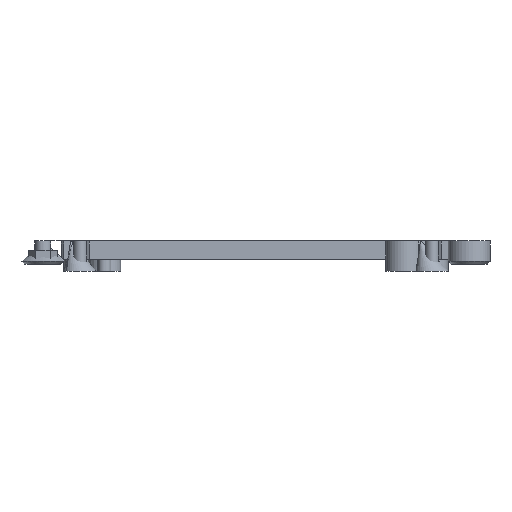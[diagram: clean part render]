
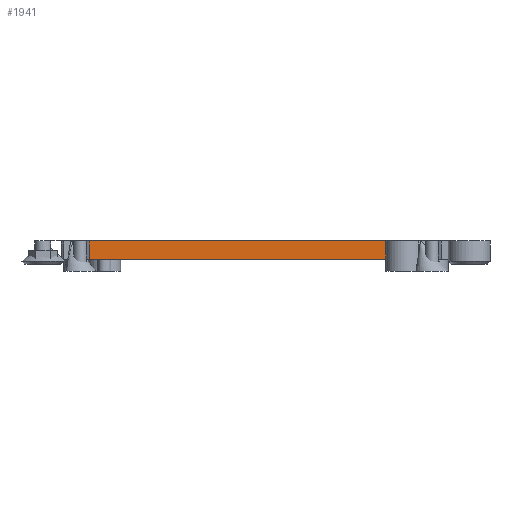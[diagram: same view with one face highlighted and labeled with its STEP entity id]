
A CAD part, left-side view. The second image highlights one B-rep face of the part: STEP entity #1941.
In plain terms, the highlighted planar face has unit normal (-1, 0, 0).
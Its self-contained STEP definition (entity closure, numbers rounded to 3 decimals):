
#93 = PLANE('',#94);
#94 = AXIS2_PLACEMENT_3D('',#95,#96,#97);
#95 = CARTESIAN_POINT('',(0.386,-34.914,-5.));
#96 = DIRECTION('',(0.,0.,1.));
#97 = DIRECTION('',(0.,1.,0.));
#816 = PLANE('',#817);
#817 = AXIS2_PLACEMENT_3D('',#818,#819,#820);
#818 = CARTESIAN_POINT('',(-0.155,-35.294,-9.));
#819 = DIRECTION('',(-0.,-0.,-1.));
#820 = DIRECTION('',(-1.,0.,0.));
#1941 = ADVANCED_FACE('',(#1942),#1956,.F.);
#1942 = FACE_BOUND('',#1943,.F.);
#1943 = EDGE_LOOP('',(#1944,#1974,#2000,#2023));
#1944 = ORIENTED_EDGE('',*,*,#1945,.F.);
#1945 = EDGE_CURVE('',#1946,#1948,#1950,.T.);
#1946 = VERTEX_POINT('',#1947);
#1947 = CARTESIAN_POINT('',(-46.,-63.878,-5.));
#1948 = VERTEX_POINT('',#1949);
#1949 = CARTESIAN_POINT('',(-46.,1.,-5.));
#1950 = SURFACE_CURVE('',#1951,(#1955,#1967),.PCURVE_S1.);
#1951 = LINE('',#1952,#1953);
#1952 = CARTESIAN_POINT('',(-46.,-81.,-5.));
#1953 = VECTOR('',#1954,1.);
#1954 = DIRECTION('',(0.,1.,0.));
#1955 = PCURVE('',#1956,#1961);
#1956 = PLANE('',#1957);
#1957 = AXIS2_PLACEMENT_3D('',#1958,#1959,#1960);
#1958 = CARTESIAN_POINT('',(-46.,-81.,-5.));
#1959 = DIRECTION('',(1.,0.,0.));
#1960 = DIRECTION('',(0.,1.,0.));
#1961 = DEFINITIONAL_REPRESENTATION('',(#1962),#1966);
#1962 = LINE('',#1963,#1964);
#1963 = CARTESIAN_POINT('',(0.,0.));
#1964 = VECTOR('',#1965,1.);
#1965 = DIRECTION('',(1.,0.));
#1966 = ( GEOMETRIC_REPRESENTATION_CONTEXT(2) 
PARAMETRIC_REPRESENTATION_CONTEXT() REPRESENTATION_CONTEXT('2D SPACE',''
  ) );
#1967 = PCURVE('',#93,#1968);
#1968 = DEFINITIONAL_REPRESENTATION('',(#1969),#1973);
#1969 = LINE('',#1970,#1971);
#1970 = CARTESIAN_POINT('',(-46.086,46.386));
#1971 = VECTOR('',#1972,1.);
#1972 = DIRECTION('',(1.,0.));
#1973 = ( GEOMETRIC_REPRESENTATION_CONTEXT(2) 
PARAMETRIC_REPRESENTATION_CONTEXT() REPRESENTATION_CONTEXT('2D SPACE',''
  ) );
#1974 = ORIENTED_EDGE('',*,*,#1975,.F.);
#1975 = EDGE_CURVE('',#1976,#1946,#1978,.T.);
#1976 = VERTEX_POINT('',#1977);
#1977 = CARTESIAN_POINT('',(-46.,-63.878,-9.));
#1978 = SURFACE_CURVE('',#1979,(#1983,#1989),.PCURVE_S1.);
#1979 = LINE('',#1980,#1981);
#1980 = CARTESIAN_POINT('',(-46.,-63.878,-11.5));
#1981 = VECTOR('',#1982,1.);
#1982 = DIRECTION('',(0.,0.,1.));
#1983 = PCURVE('',#1956,#1984);
#1984 = DEFINITIONAL_REPRESENTATION('',(#1985),#1988);
#1985 = B_SPLINE_CURVE_WITH_KNOTS('',1,(#1986,#1987),.UNSPECIFIED.,.F.,
  .F.,(2,2),(2.1,6.5),.PIECEWISE_BEZIER_KNOTS.);
#1986 = CARTESIAN_POINT('',(17.122,-4.4));
#1987 = CARTESIAN_POINT('',(17.122,0.));
#1988 = ( GEOMETRIC_REPRESENTATION_CONTEXT(2) 
PARAMETRIC_REPRESENTATION_CONTEXT() REPRESENTATION_CONTEXT('2D SPACE',''
  ) );
#1989 = PCURVE('',#1990,#1995);
#1990 = CYLINDRICAL_SURFACE('',#1991,4.);
#1991 = AXIS2_PLACEMENT_3D('',#1992,#1993,#1994);
#1992 = CARTESIAN_POINT('',(-48.5,-67.,-11.5));
#1993 = DIRECTION('',(0.,0.,1.));
#1994 = DIRECTION('',(1.,0.,0.));
#1995 = DEFINITIONAL_REPRESENTATION('',(#1996),#1999);
#1996 = B_SPLINE_CURVE_WITH_KNOTS('',1,(#1997,#1998),.UNSPECIFIED.,.F.,
  .F.,(2,2),(2.1,6.5),.PIECEWISE_BEZIER_KNOTS.);
#1997 = CARTESIAN_POINT('',(0.896,2.1));
#1998 = CARTESIAN_POINT('',(0.896,6.5));
#1999 = ( GEOMETRIC_REPRESENTATION_CONTEXT(2) 
PARAMETRIC_REPRESENTATION_CONTEXT() REPRESENTATION_CONTEXT('2D SPACE',''
  ) );
#2000 = ORIENTED_EDGE('',*,*,#2001,.T.);
#2001 = EDGE_CURVE('',#1976,#2002,#2004,.T.);
#2002 = VERTEX_POINT('',#2003);
#2003 = CARTESIAN_POINT('',(-46.,1.,-9.));
#2004 = SURFACE_CURVE('',#2005,(#2009,#2016),.PCURVE_S1.);
#2005 = LINE('',#2006,#2007);
#2006 = CARTESIAN_POINT('',(-46.,-81.,-9.));
#2007 = VECTOR('',#2008,1.);
#2008 = DIRECTION('',(0.,1.,0.));
#2009 = PCURVE('',#1956,#2010);
#2010 = DEFINITIONAL_REPRESENTATION('',(#2011),#2015);
#2011 = LINE('',#2012,#2013);
#2012 = CARTESIAN_POINT('',(0.,-4.));
#2013 = VECTOR('',#2014,1.);
#2014 = DIRECTION('',(1.,0.));
#2015 = ( GEOMETRIC_REPRESENTATION_CONTEXT(2) 
PARAMETRIC_REPRESENTATION_CONTEXT() REPRESENTATION_CONTEXT('2D SPACE',''
  ) );
#2016 = PCURVE('',#816,#2017);
#2017 = DEFINITIONAL_REPRESENTATION('',(#2018),#2022);
#2018 = LINE('',#2019,#2020);
#2019 = CARTESIAN_POINT('',(45.845,-45.706));
#2020 = VECTOR('',#2021,1.);
#2021 = DIRECTION('',(0.,1.));
#2022 = ( GEOMETRIC_REPRESENTATION_CONTEXT(2) 
PARAMETRIC_REPRESENTATION_CONTEXT() REPRESENTATION_CONTEXT('2D SPACE',''
  ) );
#2023 = ORIENTED_EDGE('',*,*,#2024,.T.);
#2024 = EDGE_CURVE('',#2002,#1948,#2025,.T.);
#2025 = SURFACE_CURVE('',#2026,(#2030,#2036),.PCURVE_S1.);
#2026 = LINE('',#2027,#2028);
#2027 = CARTESIAN_POINT('',(-46.,1.,-7.));
#2028 = VECTOR('',#2029,1.);
#2029 = DIRECTION('',(0.,0.,1.));
#2030 = PCURVE('',#1956,#2031);
#2031 = DEFINITIONAL_REPRESENTATION('',(#2032),#2035);
#2032 = B_SPLINE_CURVE_WITH_KNOTS('',1,(#2033,#2034),.UNSPECIFIED.,.F.,
  .F.,(2,2),(-2.,2.),.PIECEWISE_BEZIER_KNOTS.);
#2033 = CARTESIAN_POINT('',(82.,-4.));
#2034 = CARTESIAN_POINT('',(82.,0.));
#2035 = ( GEOMETRIC_REPRESENTATION_CONTEXT(2) 
PARAMETRIC_REPRESENTATION_CONTEXT() REPRESENTATION_CONTEXT('2D SPACE',''
  ) );
#2036 = PCURVE('',#2037,#2042);
#2037 = PLANE('',#2038);
#2038 = AXIS2_PLACEMENT_3D('',#2039,#2040,#2041);
#2039 = CARTESIAN_POINT('',(-53.,1.,-9.));
#2040 = DIRECTION('',(0.,1.,0.));
#2041 = DIRECTION('',(0.,0.,1.));
#2042 = DEFINITIONAL_REPRESENTATION('',(#2043),#2046);
#2043 = B_SPLINE_CURVE_WITH_KNOTS('',1,(#2044,#2045),.UNSPECIFIED.,.F.,
  .F.,(2,2),(-2.,2.),.PIECEWISE_BEZIER_KNOTS.);
#2044 = CARTESIAN_POINT('',(0.,7.));
#2045 = CARTESIAN_POINT('',(4.,7.));
#2046 = ( GEOMETRIC_REPRESENTATION_CONTEXT(2) 
PARAMETRIC_REPRESENTATION_CONTEXT() REPRESENTATION_CONTEXT('2D SPACE',''
  ) );
